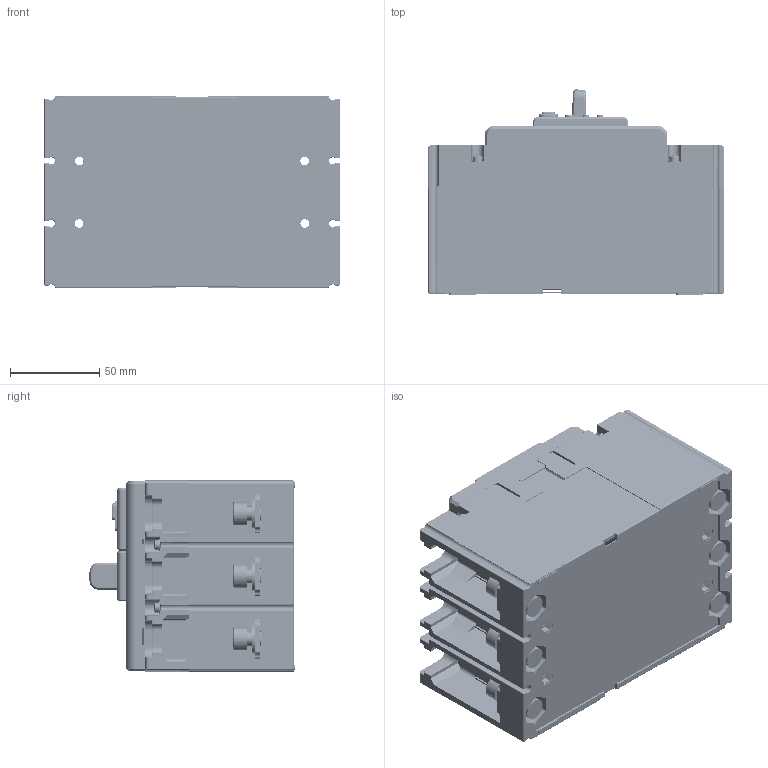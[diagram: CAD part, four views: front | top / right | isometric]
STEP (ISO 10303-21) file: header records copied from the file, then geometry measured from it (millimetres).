
FILE_DESCRIPTION((''),'2;1');
FILE_NAME('160-250-3','2025-04-14T',('yan01.huang'),(''),'PRO/ENGINEER BY PARAMETRIC TECHNOLOGY CORPORATION, 2017170','PRO/ENGINEER BY PARAMETRIC TECHNOLOGY CORPORATION, 2017170','');
FILE_SCHEMA(('CONFIG_CONTROL_DESIGN'));
Products named in the file (1): 160-250-3
Bounding box: 165 x 114.57 x 107.25 mm (x, y, z)
Volume: 1071071.3 mm3; surface area: 277472.4 mm2
Topology: 10 solids, 15 shells, 6526 faces, 17082 edges, 10715 vertices
Faces by surface type: plane 3462, cylinder 1828, torus 334, cone 328, extrusion 258, sphere 184, bspline 132
Entity records: 215233 total; most frequent: CARTESIAN_POINT 54401, ORIENTED_EDGE 34128, DIRECTION 32862, EDGE_CURVE 17064, VECTOR 11302, LINE 11044, AXIS2_PLACEMENT_3D 10780, VERTEX_POINT 10715
